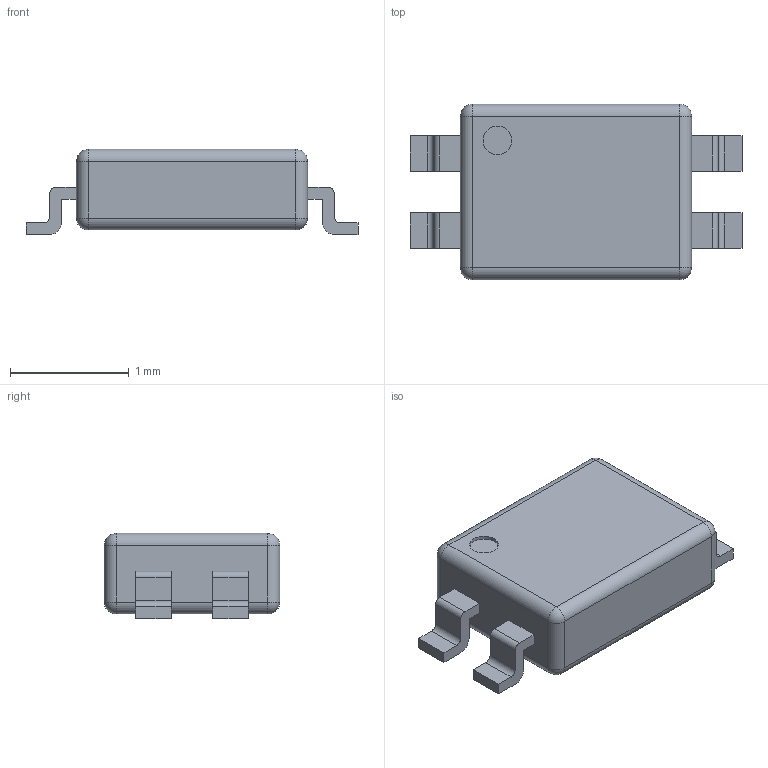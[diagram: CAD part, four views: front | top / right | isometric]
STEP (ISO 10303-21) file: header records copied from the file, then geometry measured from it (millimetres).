
FILE_DESCRIPTION(/* description */ (''),/* implementation_level */ '2;1');
FILE_NAME(/* name */ 'TSOT23-4 v1.step',/* time_stamp */ '2021-07-06T14:30:06+08:00',/* author */ (''),/* organization */ (''),/* preprocessor_version */ 'ST-DEVELOPER v18.1',/* originating_system */ 'Autodesk Translation Framework v10.6.0.1341',/* authorisation */ '');
FILE_SCHEMA (('AUTOMOTIVE_DESIGN { 1 0 10303 214 3 1 1 }'));
Length unit declared in the file: millimetre
Products named in the file (1): TSOT23-4
Bounding box: 2.8 x 1.48 x 0.72 mm (x, y, z)
Volume: 2 mm3; surface area: 12.2 mm2
Topology: 5 solids, 5 shells, 80 faces, 183 edges, 114 vertices
Faces by surface type: plane 47, cylinder 25, sphere 8
Full cylindrical faces by diameter (mm): 0.243 x1
Entity records: 2268 total; most frequent: DIRECTION 395, CARTESIAN_POINT 378, ORIENTED_EDGE 366, EDGE_CURVE 183, LINE 133, VECTOR 133, AXIS2_PLACEMENT_3D 131, VERTEX_POINT 114
